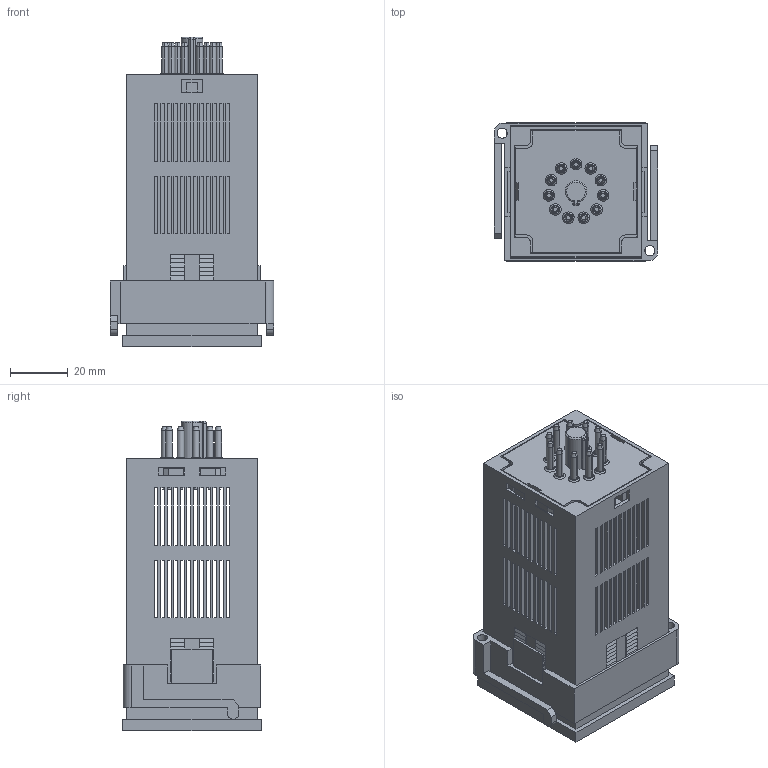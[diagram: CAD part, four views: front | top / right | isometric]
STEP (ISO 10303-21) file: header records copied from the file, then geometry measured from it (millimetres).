
FILE_DESCRIPTION (( 'STEP AP214' ), '1' );
FILE_NAME ('IC-248-06.STEP', '2022-01-17T14:39:09', ( '' ), ( '' ), 'SwSTEP 2.0', 'SolidWorks 2017', '' );
FILE_SCHEMA (( 'AUTOMOTIVE_DESIGN' ));
Length unit declared in the file: millimetre
Products named in the file (27): Case IC-248; IC-248-Horizontal-PCB; IC-248-BP-11Pin; Pin; IC-248-BP-PCB-11Pin; Front Plate FP-248-01-02; Clamp ICCL-248; IC-248-06; Back Plate 11Pin - IC-248-BP-11PinSLDASM
Assembly tree (19 placements, depth 3):
  Case IC-248
  IC-248-Horizontal-PCB
  Pin
  IC-248-BP-PCB-11Pin
  Pin
Bounding box: 56.5 x 48 x 107 mm (x, y, z)
Volume: 46452.3 mm3; surface area: 74474.7 mm2
Topology: 18 solids, 18 shells, 1245 faces, 3264 edges, 2104 vertices
Faces by surface type: plane 990, cylinder 206, cone 44, torus 3, sphere 2
Entity records: 33499 total; most frequent: CARTESIAN_POINT 5793, ORIENTED_EDGE 5716, DIRECTION 5251, EDGE_CURVE 2858, VECTOR 2595, LINE 2595, VERTEX_POINT 1848, AXIS2_PLACEMENT_3D 1328
